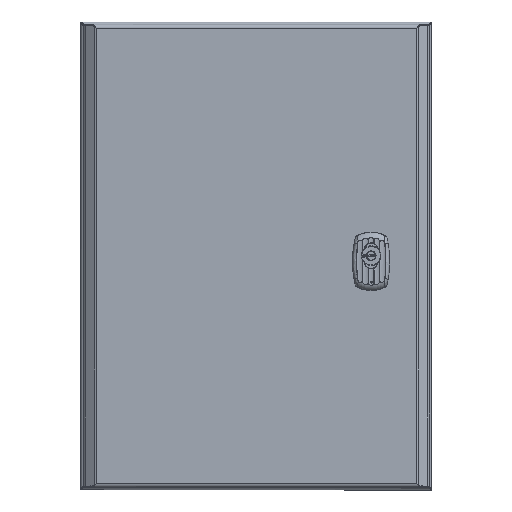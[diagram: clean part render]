
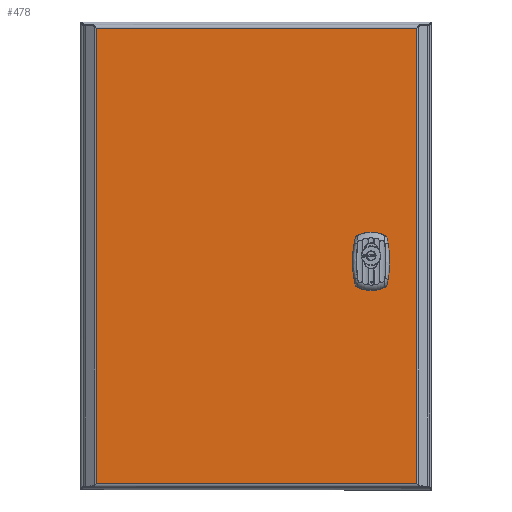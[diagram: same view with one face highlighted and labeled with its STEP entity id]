
A CAD part, top view. The second image highlights one B-rep face of the part: STEP entity #478.
In plain terms, the highlighted planar face has unit normal (0, 0, 1).
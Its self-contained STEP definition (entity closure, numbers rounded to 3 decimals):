
#478=ADVANCED_FACE('',(#2032,#2033),#2034,.F.);
#2032=FACE_OUTER_BOUND('',#6434,.T.);
#2033=FACE_BOUND('',#6435,.T.);
#2034=PLANE('',#6436);
#6434=EDGE_LOOP('',(#13613,#13614,#13615,#13616));
#6435=EDGE_LOOP('',(#13617,#13618,#13619,#13620));
#6436=AXIS2_PLACEMENT_3D('',#13621,#13622,#13623);
#13613=ORIENTED_EDGE('',*,*,#21983,.T.);
#13614=ORIENTED_EDGE('',*,*,#21982,.T.);
#13615=ORIENTED_EDGE('',*,*,#21981,.T.);
#13616=ORIENTED_EDGE('',*,*,#21991,.T.);
#13617=ORIENTED_EDGE('',*,*,#21980,.F.);
#13618=ORIENTED_EDGE('',*,*,#21978,.F.);
#13619=ORIENTED_EDGE('',*,*,#21976,.F.);
#13620=ORIENTED_EDGE('',*,*,#21974,.F.);
#13621=CARTESIAN_POINT('',(150.475,200.0,203.01));
#13622=DIRECTION('',(0.0,0.0,-1.0));
#13623=DIRECTION('',(-1.0,0.0,0.0));
#21974=EDGE_CURVE('',#25459,#25461,#25462,.T.);
#21976=EDGE_CURVE('',#25461,#25464,#25465,.T.);
#21978=EDGE_CURVE('',#25464,#25467,#25468,.T.);
#21980=EDGE_CURVE('',#25467,#25459,#25470,.T.);
#21981=EDGE_CURVE('',#25413,#25456,#25471,.T.);
#21982=EDGE_CURVE('',#25424,#25413,#25472,.T.);
#21983=EDGE_CURVE('',#25429,#25424,#25473,.T.);
#21991=EDGE_CURVE('',#25456,#25429,#25483,.T.);
#25413=VERTEX_POINT('',#32499);
#25424=VERTEX_POINT('',#32550);
#25429=VERTEX_POINT('',#32575);
#25456=VERTEX_POINT('',#32665);
#25459=VERTEX_POINT('',#32678);
#25461=VERTEX_POINT('',#32681);
#25462=LINE('',#32682,#32683);
#25464=VERTEX_POINT('',#32686);
#25465=CIRCLE('',#32687,11.5);
#25467=VERTEX_POINT('',#32690);
#25468=LINE('',#32691,#32692);
#25470=CIRCLE('',#32695,11.5);
#25471=LINE('',#32696,#32697);
#25472=LINE('',#32698,#32699);
#25473=LINE('',#32700,#32701);
#25483=LINE('',#32750,#32751);
#32499=CARTESIAN_POINT('',(13.483,394.8,203.01));
#32550=CARTESIAN_POINT('',(287.466,394.8,203.01));
#32575=CARTESIAN_POINT('',(287.466,5.2,203.01));
#32665=CARTESIAN_POINT('',(13.483,5.2,203.01));
#32678=CARTESIAN_POINT('',(238.475,205.679,203.01));
#32681=CARTESIAN_POINT('',(238.475,194.321,203.01));
#32682=CARTESIAN_POINT('',(238.475,205.679,203.01));
#32683=VECTOR('',#44459,11.358);
#32686=CARTESIAN_POINT('',(258.475,194.321,203.01));
#32687=AXIS2_PLACEMENT_3D('',#44461,#44462,#44463);
#32690=CARTESIAN_POINT('',(258.475,205.679,203.01));
#32691=CARTESIAN_POINT('',(258.475,194.321,203.01));
#32692=VECTOR('',#44465,11.358);
#32695=AXIS2_PLACEMENT_3D('',#44467,#44468,#44469);
#32696=CARTESIAN_POINT('',(13.483,394.8,203.01));
#32697=VECTOR('',#44470,389.6);
#32698=CARTESIAN_POINT('',(287.466,394.8,203.01));
#32699=VECTOR('',#44471,273.982);
#32700=CARTESIAN_POINT('',(287.466,5.2,203.01));
#32701=VECTOR('',#44472,389.6);
#32750=CARTESIAN_POINT('',(13.483,5.2,203.01));
#32751=VECTOR('',#44476,273.982);
#44459=DIRECTION('',(0.0,-1.0,0.0));
#44461=CARTESIAN_POINT('',(248.475,200.0,203.01));
#44462=DIRECTION('',(0.0,0.0,1.0));
#44463=DIRECTION('',(-0.87,-0.494,0.0));
#44465=DIRECTION('',(0.0,1.0,0.0));
#44467=CARTESIAN_POINT('',(248.475,200.0,203.01));
#44468=DIRECTION('',(0.0,0.0,1.0));
#44469=DIRECTION('',(0.87,0.494,-0.0));
#44470=DIRECTION('',(0.0,-1.0,0.0));
#44471=DIRECTION('',(-1.0,0.0,0.0));
#44472=DIRECTION('',(0.0,1.0,0.0));
#44476=DIRECTION('',(1.0,0.0,0.0));
